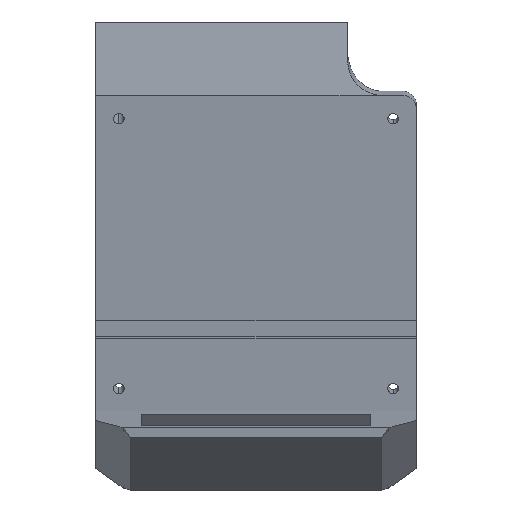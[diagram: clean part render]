
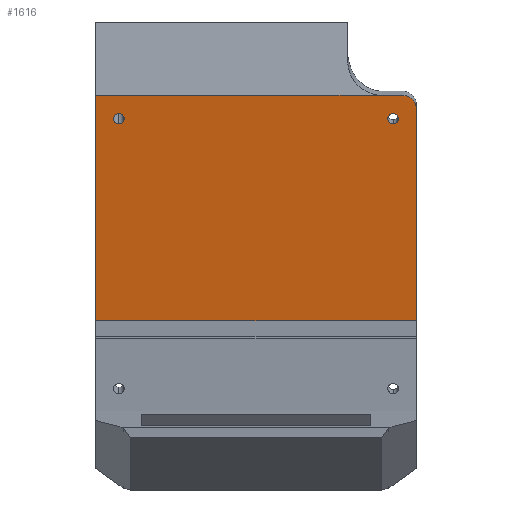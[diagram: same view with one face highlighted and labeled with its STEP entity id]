
A CAD part, left-side view. The second image highlights one B-rep face of the part: STEP entity #1616.
In plain terms, the highlighted planar face has unit normal (-0.984, 0, -0.18).
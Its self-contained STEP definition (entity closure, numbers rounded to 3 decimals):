
#2 = LINE ( 'NONE', #530, #910 ) ;
#31 = AXIS2_PLACEMENT_3D ( 'NONE', #2154, #1062, #2333 ) ;
#36 = VERTEX_POINT ( 'NONE', #1197 ) ;
#43 = FACE_OUTER_BOUND ( 'NONE', #2025, .T. ) ;
#129 = VERTEX_POINT ( 'NONE', #933 ) ;
#147 = VECTOR ( 'NONE', #817, 1000. ) ;
#166 = CARTESIAN_POINT ( 'NONE',  ( 0.467, -32.45, 23.442 ) ) ;
#171 = CARTESIAN_POINT ( 'NONE',  ( 0.571, -32.45, 22.877 ) ) ;
#174 = ORIENTED_EDGE ( 'NONE', *, *, #789, .F. ) ;
#194 = CARTESIAN_POINT ( 'NONE',  ( 0.364, -2.55, 24.008 ) ) ;
#211 = VERTEX_POINT ( 'NONE', #171 ) ;
#263 = ORIENTED_EDGE ( 'NONE', *, *, #581, .F. ) ;
#325 = CIRCLE ( 'NONE', #1827, 0.575 ) ;
#331 = ORIENTED_EDGE ( 'NONE', *, *, #1297, .T. ) ;
#346 = DIRECTION ( 'NONE',  ( -0.18, 0., 0.984 ) ) ;
#362 = DIRECTION ( 'NONE',  ( 0.18, 0., -0.984 ) ) ;
#364 = CARTESIAN_POINT ( 'NONE',  ( 0., -35., 26. ) ) ;
#410 = EDGE_CURVE ( 'NONE', #2229, #211, #1248, .T. ) ;
#427 = EDGE_CURVE ( 'NONE', #211, #2229, #715, .T. ) ;
#439 = EDGE_CURVE ( 'NONE', #1219, #1568, #1555, .T. ) ;
#475 = FACE_BOUND ( 'NONE', #938, .T. ) ;
#494 = AXIS2_PLACEMENT_3D ( 'NONE', #1666, #1672, #601 ) ;
#530 = CARTESIAN_POINT ( 'NONE',  ( 0., -35., 26. ) ) ;
#531 = CARTESIAN_POINT ( 'NONE',  ( 0.467, -32.45, 23.442 ) ) ;
#543 = ORIENTED_EDGE ( 'NONE', *, *, #427, .F. ) ;
#580 = CARTESIAN_POINT ( 'NONE',  ( 0., 0., 26. ) ) ;
#581 = EDGE_CURVE ( 'NONE', #2017, #2324, #2, .T. ) ;
#587 = VERTEX_POINT ( 'NONE', #194 ) ;
#601 = DIRECTION ( 'NONE',  ( -0.18, 0., 0.984 ) ) ;
#663 = CARTESIAN_POINT ( 'NONE',  ( 4.493, -35., 1.407 ) ) ;
#665 = CARTESIAN_POINT ( 'NONE',  ( 0.27, -33.5, 24.524 ) ) ;
#705 = ORIENTED_EDGE ( 'NONE', *, *, #2108, .F. ) ;
#708 = CARTESIAN_POINT ( 'NONE',  ( 0., -31.25, 26. ) ) ;
#714 = DIRECTION ( 'NONE',  ( -0.18, 0., 0.984 ) ) ;
#715 = CIRCLE ( 'NONE', #1777, 0.575 ) ;
#788 = ORIENTED_EDGE ( 'NONE', *, *, #439, .T. ) ;
#789 = EDGE_CURVE ( 'NONE', #36, #1568, #1149, .T. ) ;
#802 = DIRECTION ( 'NONE',  ( 0., 1., 0. ) ) ;
#817 = DIRECTION ( 'NONE',  ( -0.18, 0., 0.984 ) ) ;
#819 = CIRCLE ( 'NONE', #31, 0.575 ) ;
#844 = DIRECTION ( 'NONE',  ( -0.18, 0., 0.984 ) ) ;
#903 = AXIS2_PLACEMENT_3D ( 'NONE', #665, #1929, #844 ) ;
#910 = VECTOR ( 'NONE', #362, 1000. ) ;
#918 = EDGE_CURVE ( 'NONE', #2017, #129, #1836, .T. ) ;
#933 = CARTESIAN_POINT ( 'NONE',  ( 0., -33.5, 26. ) ) ;
#938 = EDGE_LOOP ( 'NONE', ( #1226, #543 ) ) ;
#1025 = CARTESIAN_POINT ( 'NONE',  ( 0.467, -2.55, 23.442 ) ) ;
#1062 = DIRECTION ( 'NONE',  ( -0.984, 0., -0.18 ) ) ;
#1076 = VECTOR ( 'NONE', #1247, 1000. ) ;
#1098 = VECTOR ( 'NONE', #1809, 1000. ) ;
#1141 = LINE ( 'NONE', #1881, #2123 ) ;
#1149 = LINE ( 'NONE', #2086, #147 ) ;
#1182 = CARTESIAN_POINT ( 'NONE',  ( 0.364, -32.45, 24.008 ) ) ;
#1197 = CARTESIAN_POINT ( 'NONE',  ( 4.493, 0., 1.407 ) ) ;
#1200 = DIRECTION ( 'NONE',  ( -0.18, 0., 0.984 ) ) ;
#1219 = VERTEX_POINT ( 'NONE', #708 ) ;
#1226 = ORIENTED_EDGE ( 'NONE', *, *, #410, .F. ) ;
#1247 = DIRECTION ( 'NONE',  ( 0., 1., 0. ) ) ;
#1248 = CIRCLE ( 'NONE', #1525, 0.575 ) ;
#1297 = EDGE_CURVE ( 'NONE', #129, #1219, #2178, .T. ) ;
#1313 = PLANE ( 'NONE',  #494 ) ;
#1348 = CARTESIAN_POINT ( 'NONE',  ( 0.27, -35., 24.524 ) ) ;
#1383 = FACE_BOUND ( 'NONE', #1941, .T. ) ;
#1414 = DIRECTION ( 'NONE',  ( -0.984, 0., -0.18 ) ) ;
#1525 = AXIS2_PLACEMENT_3D ( 'NONE', #166, #1414, #346 ) ;
#1543 = CARTESIAN_POINT ( 'NONE',  ( 0.571, -2.55, 22.877 ) ) ;
#1555 = LINE ( 'NONE', #1606, #1076 ) ;
#1568 = VERTEX_POINT ( 'NONE', #580 ) ;
#1606 = CARTESIAN_POINT ( 'NONE',  ( 0., 0., 26. ) ) ;
#1616 = ADVANCED_FACE ( 'NONE', ( #43, #475, #1383 ), #1313, .T. ) ;
#1666 = CARTESIAN_POINT ( 'NONE',  ( 0., -27.5, 26. ) ) ;
#1672 = DIRECTION ( 'NONE',  ( -0.984, 0., -0.18 ) ) ;
#1708 = EDGE_CURVE ( 'NONE', #2324, #36, #1141, .T. ) ;
#1777 = AXIS2_PLACEMENT_3D ( 'NONE', #531, #1801, #714 ) ;
#1801 = DIRECTION ( 'NONE',  ( -0.984, 0., -0.18 ) ) ;
#1809 = DIRECTION ( 'NONE',  ( 0., 1., 0. ) ) ;
#1827 = AXIS2_PLACEMENT_3D ( 'NONE', #1025, #2298, #1200 ) ;
#1836 = CIRCLE ( 'NONE', #903, 1.5 ) ;
#1857 = EDGE_CURVE ( 'NONE', #587, #2247, #325, .T. ) ;
#1881 = CARTESIAN_POINT ( 'NONE',  ( 4.493, 0., 1.407 ) ) ;
#1896 = ORIENTED_EDGE ( 'NONE', *, *, #1857, .F. ) ;
#1929 = DIRECTION ( 'NONE',  ( -0.984, 0., -0.18 ) ) ;
#1941 = EDGE_LOOP ( 'NONE', ( #1896, #705 ) ) ;
#1944 = ORIENTED_EDGE ( 'NONE', *, *, #1708, .F. ) ;
#2017 = VERTEX_POINT ( 'NONE', #1348 ) ;
#2025 = EDGE_LOOP ( 'NONE', ( #1944, #263, #2284, #331, #788, #174 ) ) ;
#2086 = CARTESIAN_POINT ( 'NONE',  ( 0., 0., 26. ) ) ;
#2108 = EDGE_CURVE ( 'NONE', #2247, #587, #819, .T. ) ;
#2123 = VECTOR ( 'NONE', #802, 1000. ) ;
#2154 = CARTESIAN_POINT ( 'NONE',  ( 0.467, -2.55, 23.442 ) ) ;
#2178 = LINE ( 'NONE', #364, #1098 ) ;
#2229 = VERTEX_POINT ( 'NONE', #1182 ) ;
#2247 = VERTEX_POINT ( 'NONE', #1543 ) ;
#2284 = ORIENTED_EDGE ( 'NONE', *, *, #918, .T. ) ;
#2298 = DIRECTION ( 'NONE',  ( -0.984, 0., -0.18 ) ) ;
#2324 = VERTEX_POINT ( 'NONE', #663 ) ;
#2333 = DIRECTION ( 'NONE',  ( -0.18, 0., 0.984 ) ) ;
